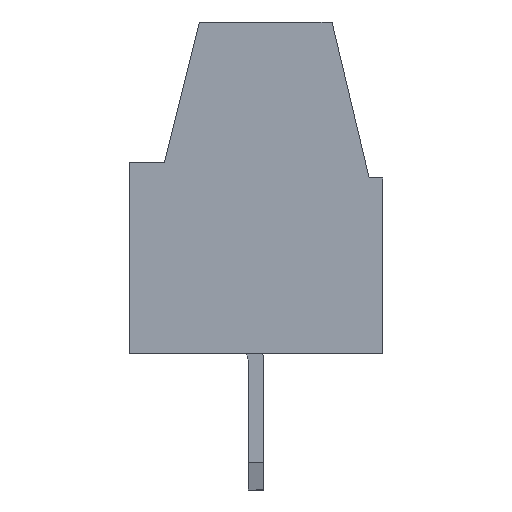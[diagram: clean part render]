
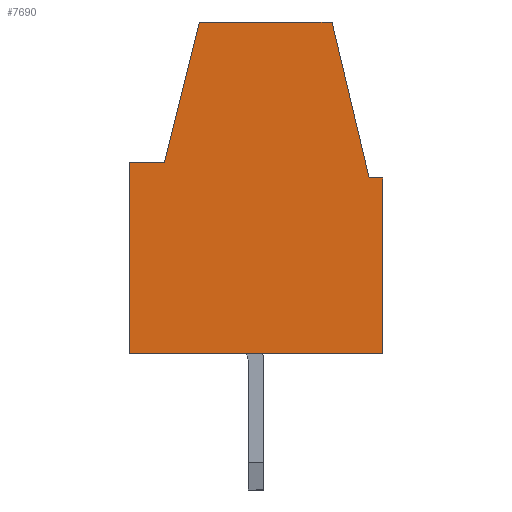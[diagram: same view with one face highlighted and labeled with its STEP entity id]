
A CAD part, left-side view. The second image highlights one B-rep face of the part: STEP entity #7690.
In plain terms, the highlighted planar face has unit normal (-1, 0, 0).
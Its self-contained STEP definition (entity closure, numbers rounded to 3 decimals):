
#1005=ORIENTED_EDGE('',*,*,#3052,.T.);
#1006=ORIENTED_EDGE('',*,*,#2436,.T.);
#1007=ORIENTED_EDGE('',*,*,#3055,.T.);
#1008=ORIENTED_EDGE('',*,*,#3060,.T.);
#1009=ORIENTED_EDGE('',*,*,#3084,.T.);
#1010=ORIENTED_EDGE('',*,*,#2455,.T.);
#1011=ORIENTED_EDGE('',*,*,#2666,.T.);
#1012=ORIENTED_EDGE('',*,*,#3087,.T.);
#2436=EDGE_CURVE('',#3534,#3535,#4257,.T.);
#2455=EDGE_CURVE('',#3552,#3553,#4272,.T.);
#2666=EDGE_CURVE('',#3553,#3756,#4483,.T.);
#3052=EDGE_CURVE('',#4062,#3534,#4848,.T.);
#3055=EDGE_CURVE('',#3535,#4064,#4851,.T.);
#3060=EDGE_CURVE('',#4064,#4066,#4856,.T.);
#3084=EDGE_CURVE('',#4066,#3552,#4880,.T.);
#3087=EDGE_CURVE('',#3756,#4062,#4883,.T.);
#3534=VERTEX_POINT('',#10868);
#3535=VERTEX_POINT('',#10869);
#3552=VERTEX_POINT('',#10907);
#3553=VERTEX_POINT('',#10908);
#3756=VERTEX_POINT('',#11328);
#4062=VERTEX_POINT('',#12085);
#4064=VERTEX_POINT('',#12091);
#4066=VERTEX_POINT('',#12098);
#4257=LINE('',#10867,#5281);
#4272=LINE('',#10906,#5296);
#4483=LINE('',#11327,#5507);
#4848=LINE('',#12084,#5872);
#4851=LINE('',#12090,#5875);
#4856=LINE('',#12099,#5880);
#4880=LINE('',#12139,#5904);
#4883=LINE('',#12144,#5907);
#5281=VECTOR('',#8869,1000.);
#5296=VECTOR('',#8896,1000.);
#5507=VECTOR('',#9119,1000.);
#5872=VECTOR('',#9656,1000.);
#5875=VECTOR('',#9661,1000.);
#5880=VECTOR('',#9668,1000.);
#5904=VECTOR('',#9694,1000.);
#5907=VECTOR('',#9699,1000.);
#6430=EDGE_LOOP('',(#1005,#1006,#1007,#1008,#1009,#1010,#1011,#1012));
#6900=FACE_BOUND('',#6430,.T.);
#7322=PLANE('',#8470);
#7690=ADVANCED_FACE('',(#6900),#7322,.T.);
#8470=AXIS2_PLACEMENT_3D('',#12147,#9703,#9704);
#8869=DIRECTION('',(0.,1.,0.));
#8896=DIRECTION('',(0.,-1.,0.));
#9119=DIRECTION('',(0.,0.,1.));
#9656=DIRECTION('',(0.,0.231,0.973));
#9661=DIRECTION('',(0.,0.243,-0.97));
#9668=DIRECTION('',(0.,1.,0.));
#9694=DIRECTION('',(0.,0.,-1.));
#9699=DIRECTION('',(0.,1.,0.));
#9703=DIRECTION('',(-1.,0.,0.));
#9704=DIRECTION('',(0.,0.,1.));
#10867=CARTESIAN_POINT('',(-10.36,-1.95,6.05));
#10868=CARTESIAN_POINT('',(-10.36,-1.95,6.05));
#10869=CARTESIAN_POINT('',(-10.36,1.45,6.05));
#10906=CARTESIAN_POINT('',(-10.36,3.25,-2.45));
#10907=CARTESIAN_POINT('',(-10.36,3.25,-2.45));
#10908=CARTESIAN_POINT('',(-10.36,-3.25,-2.45));
#11327=CARTESIAN_POINT('',(-10.36,-3.25,-2.45));
#11328=CARTESIAN_POINT('',(-10.36,-3.25,2.05));
#12084=CARTESIAN_POINT('',(-10.36,-2.9,2.05));
#12085=CARTESIAN_POINT('',(-10.36,-2.9,2.05));
#12090=CARTESIAN_POINT('',(-10.36,1.45,6.05));
#12091=CARTESIAN_POINT('',(-10.36,2.35,2.45));
#12098=CARTESIAN_POINT('',(-10.36,3.25,2.45));
#12099=CARTESIAN_POINT('',(-10.36,2.35,2.45));
#12139=CARTESIAN_POINT('',(-10.36,3.25,2.45));
#12144=CARTESIAN_POINT('',(-10.36,-3.25,2.05));
#12147=CARTESIAN_POINT('',(-10.36,0.,0.));
